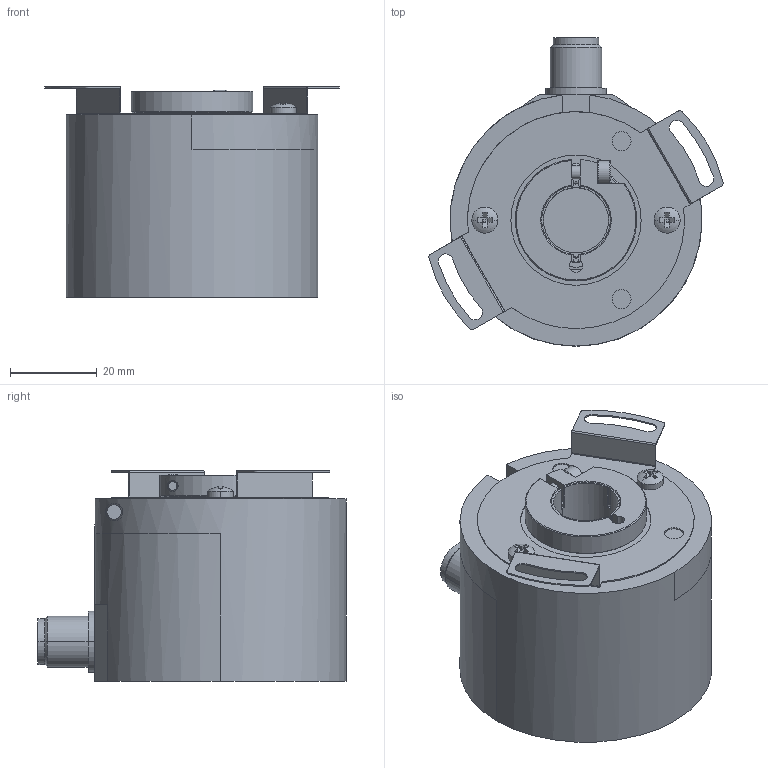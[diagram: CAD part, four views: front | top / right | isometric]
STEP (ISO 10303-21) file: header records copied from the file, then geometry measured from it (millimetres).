
FILE_DESCRIPTION((''),'2;1');
FILE_NAME('CK59_01_ASM','2014-09-11T',('lika51'),(''),'PRO/ENGINEER BY PARAMETRIC TECHNOLOGY CORPORATION, 2010180','PRO/ENGINEER BY PARAMETRIC TECHNOLOGY CORPORATION, 2010180','');
FILE_SCHEMA(('CONFIG_CONTROL_DESIGN'));
Length unit declared in the file: millimetre
Products named in the file (1): CK59_01_ASM
Bounding box: 67.78 x 71.1 x 48.5 mm (x, y, z)
Volume: 45620.3 mm3; surface area: 39302.1 mm2
Topology: 37 solids, 58 shells, 1558 faces, 4194 edges, 2632 vertices
Faces by surface type: plane 983, cylinder 300, cone 93, torus 77, sphere 76, bspline 29
Entity records: 49033 total; most frequent: CARTESIAN_POINT 10366, ORIENTED_EDGE 8032, DIRECTION 7931, EDGE_CURVE 4044, VECTOR 2945, LINE 2945, VERTEX_POINT 2632, AXIS2_PLACEMENT_3D 2493
